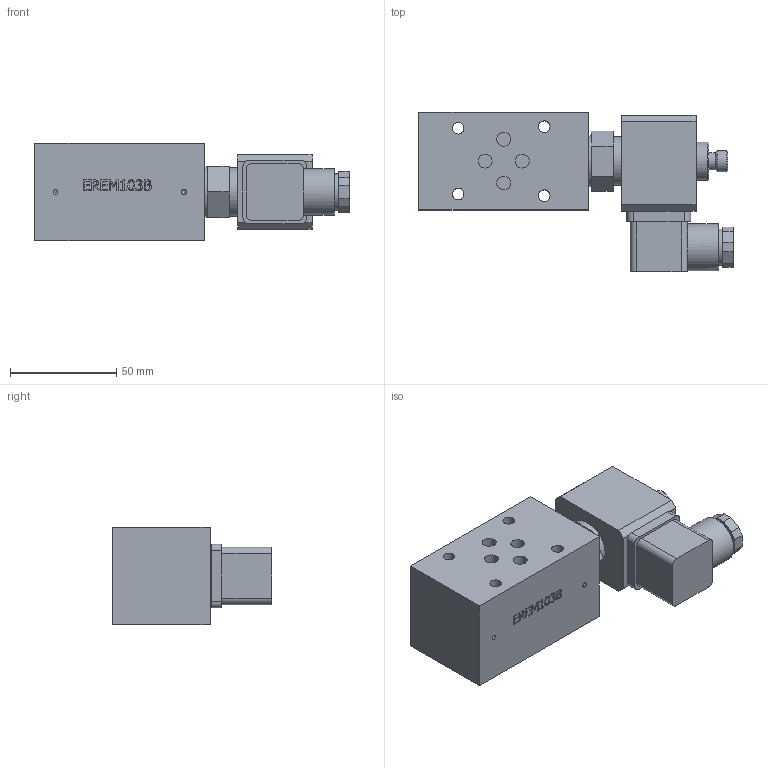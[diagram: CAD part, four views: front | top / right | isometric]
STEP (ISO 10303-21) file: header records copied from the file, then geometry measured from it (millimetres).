
FILE_DESCRIPTION(/* description */ (''),/* implementation_level */ '2;1');
FILE_NAME(/* name */ 'EREM103B.stp',/* time_stamp */ '2016-05-16T09:23:41+02:00',/* author */ ('Ufftec7'),/* organization */ (''),/* preprocessor_version */ 'ST-DEVELOPER v16.1',/* originating_system */ 'Autodesk Inventor 2016',/* authorisation */ '');
FILE_SCHEMA (('AUTOMOTIVE_DESIGN { 1 0 10303 214 3 1 1 }'));
Length unit declared in the file: millimetre
Products named in the file (1): EREM103B
Bounding box: 147.95 x 75 x 46 mm (x, y, z)
Volume: 253298.5 mm3; surface area: 41979.6 mm2
Topology: 5 solids, 5 shells, 256 faces, 643 edges, 432 vertices
Faces by surface type: plane 161, bspline 53, cylinder 36, cone 6
Full cylindrical faces by diameter (mm): 2.3 x2, 5.5 x4, 6.5 x8, 8 x1, 9.971 x1, 12 x4, 13 x1, 17 x1, 18 x1, 19.052 x1, 22 x1, 22.8 x1, 24 x1, 28 x1
Entity records: 7740 total; most frequent: CARTESIAN_POINT 1970, ORIENTED_EDGE 1182, DIRECTION 969, EDGE_CURVE 591, VERTEX_POINT 414, LINE 405, VECTOR 405, EDGE_LOOP 333
